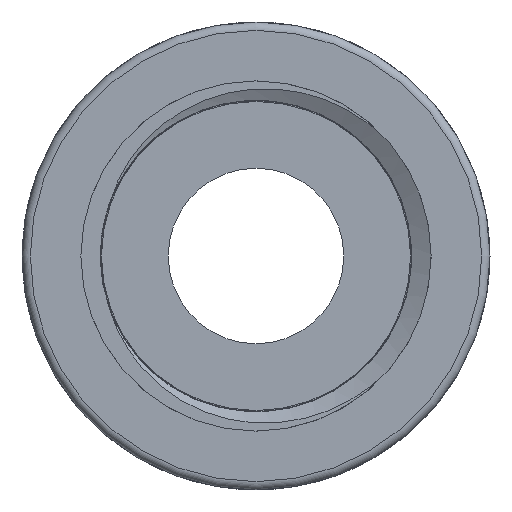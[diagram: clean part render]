
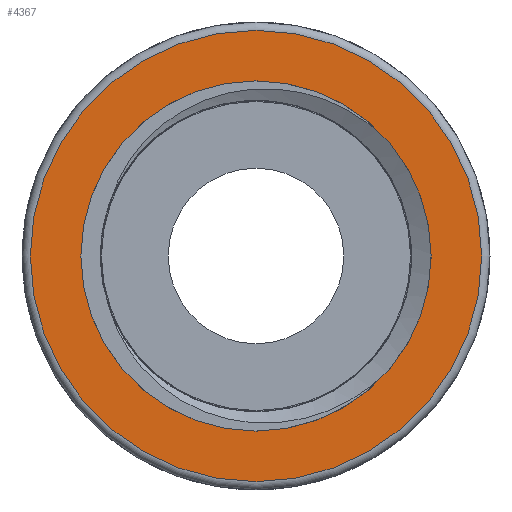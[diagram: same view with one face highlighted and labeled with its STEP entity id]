
A CAD part, front view. The second image highlights one B-rep face of the part: STEP entity #4367.
In plain terms, the highlighted planar face has unit normal (0, -1, 0).
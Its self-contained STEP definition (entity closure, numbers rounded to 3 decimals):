
#3674=PLANE('',#14534);
#4367=ADVANCED_FACE('',(#5242,#5243),#3674,.T.);
#5242=FACE_BOUND('',#5359,.T.);
#5243=FACE_BOUND('',#5360,.T.);
#5359=EDGE_LOOP('',(#6886));
#5360=EDGE_LOOP('',(#6887));
#6886=ORIENTED_EDGE('',*,*,#12698,.T.);
#6887=ORIENTED_EDGE('',*,*,#12694,.T.);
#11204=VERTEX_POINT('',#22642);
#11206=VERTEX_POINT('',#23711);
#12694=EDGE_CURVE('',#11204,#11204,#14301,.T.);
#12698=EDGE_CURVE('',#11206,#11206,#14303,.T.);
#14301=CIRCLE('',#14528,10.478);
#14303=CIRCLE('',#14533,13.5);
#14528=AXIS2_PLACEMENT_3D('',#22641,#15683,#15684);
#14533=AXIS2_PLACEMENT_3D('',#23710,#15693,#15694);
#14534=AXIS2_PLACEMENT_3D('',#23712,#15695,#15696);
#15683=DIRECTION('',(0.,1.,0.));
#15684=DIRECTION('',(-1.,0.,0.));
#15693=DIRECTION('',(0.,-1.,0.));
#15694=DIRECTION('',(1.,0.,0.));
#15695=DIRECTION('',(0.,-1.,0.));
#15696=DIRECTION('',(1.,0.,0.));
#22641=CARTESIAN_POINT('',(0.,-39.55,0.));
#22642=CARTESIAN_POINT('',(-10.478,-39.55,0.));
#23710=CARTESIAN_POINT('',(0.,-39.55,0.));
#23711=CARTESIAN_POINT('',(13.5,-39.55,0.));
#23712=CARTESIAN_POINT('',(0.,-39.55,0.));
